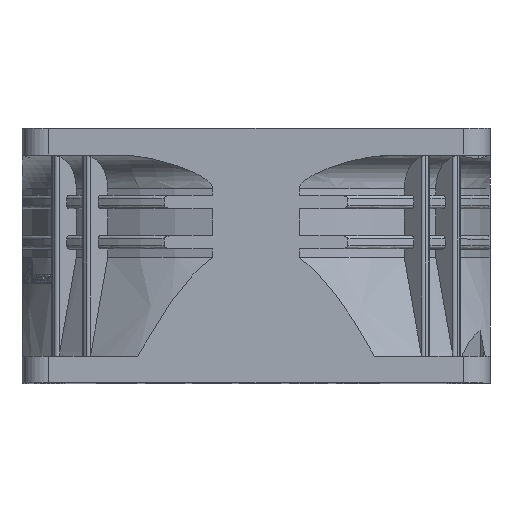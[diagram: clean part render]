
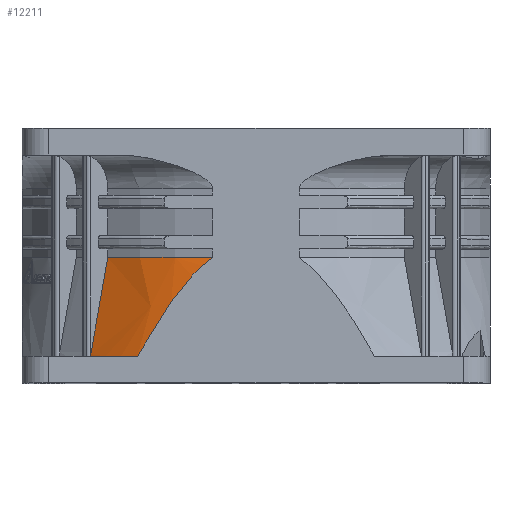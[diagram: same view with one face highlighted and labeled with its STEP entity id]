
A CAD part, top view. The second image highlights one B-rep face of the part: STEP entity #12211.
In plain terms, the highlighted conical face has half-angle 13.806 degrees and reference radius 37.311 mm.
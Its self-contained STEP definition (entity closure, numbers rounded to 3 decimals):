
#295=CARTESIAN_POINT('',(-24.694,4.,30.343));
#296=CARTESIAN_POINT('',(-24.688,4.033,30.338));
#297=CARTESIAN_POINT('',(-24.675,4.099,30.328));
#298=CARTESIAN_POINT('',(-24.656,4.199,30.312));
#299=CARTESIAN_POINT('',(-24.643,4.267,30.3));
#300=CARTESIAN_POINT('',(-24.637,4.301,30.294));
#302=CARTESIAN_POINT('',(0.,18.739,0.));
#303=DIRECTION('',(0.,1.,0.));
#304=DIRECTION('',(-0.623,0.,0.782));
#305=AXIS2_PLACEMENT_3D('',#302,#303,#304);
#3441=CARTESIAN_POINT('',(0.,4.,0.));
#3442=DIRECTION('',(0.,1.,0.));
#3443=DIRECTION('',(-0.631,0.,0.776));
#3444=AXIS2_PLACEMENT_3D('',#3441,#3442,#3443);
#6183=CARTESIAN_POINT('',(-17.678,4.,34.9));
#6184=CARTESIAN_POINT('',(-16.905,5.421,34.9));
#6185=CARTESIAN_POINT('',(-15.374,8.088,34.9));
#6186=CARTESIAN_POINT('',(-13.126,11.547,34.9));
#6187=CARTESIAN_POINT('',(-10.903,14.495,34.9));
#6188=CARTESIAN_POINT('',(-8.693,16.927,34.9));
#6189=CARTESIAN_POINT('',(-7.23,18.195,34.9));
#6190=CARTESIAN_POINT('',(-6.499,18.739,34.9));
#7594=CARTESIAN_POINT('',(-24.637,4.301,30.294));
#7595=CARTESIAN_POINT('',(-24.351,5.938,30.008));
#7596=CARTESIAN_POINT('',(-23.783,9.191,29.44));
#7597=CARTESIAN_POINT('',(-22.942,14.004,28.599));
#7598=CARTESIAN_POINT('',(-22.389,17.168,28.046));
#7599=CARTESIAN_POINT('',(-22.114,18.739,27.771));
#10101=CARTESIAN_POINT('',(-17.678,4.,34.9));
#10103=VERTEX_POINT('',#10101);
#10117=CARTESIAN_POINT('',(-6.499,18.739,34.9));
#10119=VERTEX_POINT('',#10117);
#10899=CARTESIAN_POINT('',(-24.694,4.,30.343));
#10900=VERTEX_POINT('',#10899);
#10907=VERTEX_POINT('',#300);
#10908=VERTEX_POINT('',#7599);
#12194=CARTESIAN_POINT('',(0.,11.37,0.));
#12195=DIRECTION('',(0.,-1.,0.));
#12196=DIRECTION('',(0.,0.,1.));
#12197=AXIS2_PLACEMENT_3D('',#12194,#12195,#12196);
#12198=CONICAL_SURFACE('',#12197,37.311,13.806);
#12200=ORIENTED_EDGE('',*,*,#12199,.F.);
#12202=ORIENTED_EDGE('',*,*,#12201,.F.);
#12204=ORIENTED_EDGE('',*,*,#12203,.T.);
#12206=ORIENTED_EDGE('',*,*,#12205,.T.);
#12208=ORIENTED_EDGE('',*,*,#12207,.T.);
#12209=EDGE_LOOP('',(#12200,#12202,#12204,#12206,#12208));
#12210=FACE_OUTER_BOUND('',#12209,.F.);
#12211=ADVANCED_FACE('',(#12210),#12198,.T.);
#301=B_SPLINE_CURVE_WITH_KNOTS('',3,(#295,#296,#297,#298,#299,#300),
.UNSPECIFIED.,.F.,.F.,(4,1,1,4),(0.,0.333,0.667,1.),
.UNSPECIFIED.);
#306=CIRCLE('',#305,35.5);
#3445=CIRCLE('',#3444,39.122);
#6191=B_SPLINE_CURVE_WITH_KNOTS('',3,(#6183,#6184,#6185,#6186,#6187,#6188,#6189,
#6190),.UNSPECIFIED.,.F.,.F.,(4,1,1,1,1,4),(0.,0.2,0.4,0.6,0.8,1.),
.UNSPECIFIED.);
#7600=B_SPLINE_CURVE_WITH_KNOTS('',3,(#7594,#7595,#7596,#7597,#7598,#7599),
.UNSPECIFIED.,.F.,.F.,(4,1,1,4),(0.,0.333,0.667,1.),
.UNSPECIFIED.);
#12199=EDGE_CURVE('',#10103,#10119,#6191,.T.);
#12201=EDGE_CURVE('',#10900,#10103,#3445,.T.);
#12203=EDGE_CURVE('',#10900,#10907,#301,.T.);
#12205=EDGE_CURVE('',#10907,#10908,#7600,.T.);
#12207=EDGE_CURVE('',#10908,#10119,#306,.T.);
